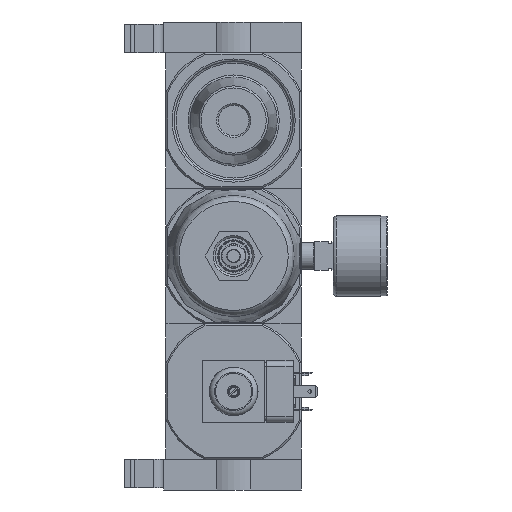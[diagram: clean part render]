
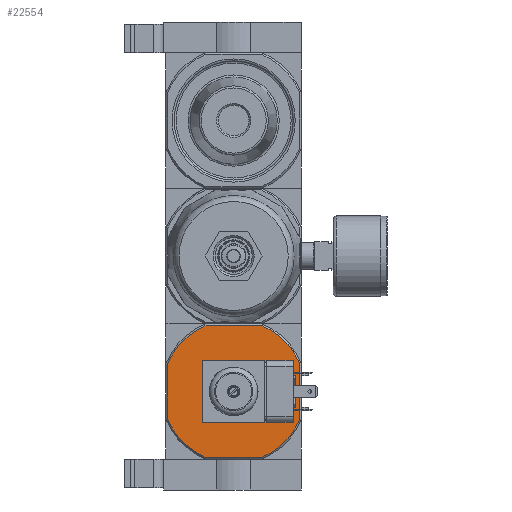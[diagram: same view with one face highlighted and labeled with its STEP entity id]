
A CAD part, front view. The second image highlights one B-rep face of the part: STEP entity #22554.
In plain terms, the highlighted planar face has unit normal (0, -1, 0).
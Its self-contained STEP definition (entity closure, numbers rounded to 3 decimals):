
#1927=CIRCLE('',#32192,6.579);
#1928=CIRCLE('',#32193,34.9);
#1929=CIRCLE('',#32194,34.9);
#1930=CIRCLE('',#32195,34.9);
#1931=CIRCLE('',#32196,34.9);
#6585=ORIENTED_EDGE('',*,*,#10674,.F.);
#6586=ORIENTED_EDGE('',*,*,#10675,.T.);
#6587=ORIENTED_EDGE('',*,*,#10676,.F.);
#6588=ORIENTED_EDGE('',*,*,#10670,.T.);
#6589=ORIENTED_EDGE('',*,*,#10677,.F.);
#6590=ORIENTED_EDGE('',*,*,#10678,.F.);
#6591=ORIENTED_EDGE('',*,*,#10679,.F.);
#6592=ORIENTED_EDGE('',*,*,#10680,.F.);
#6593=ORIENTED_EDGE('',*,*,#10681,.F.);
#10670=EDGE_CURVE('',#13126,#13127,#14844,.T.);
#10674=EDGE_CURVE('',#13130,#13130,#1927,.T.);
#10675=EDGE_CURVE('',#13131,#13132,#14846,.T.);
#10676=EDGE_CURVE('',#13126,#13132,#1928,.T.);
#10677=EDGE_CURVE('',#13133,#13127,#1929,.T.);
#10678=EDGE_CURVE('',#13134,#13133,#14847,.T.);
#10679=EDGE_CURVE('',#13135,#13134,#1930,.T.);
#10680=EDGE_CURVE('',#13136,#13135,#14848,.T.);
#10681=EDGE_CURVE('',#13131,#13136,#1931,.T.);
#13126=VERTEX_POINT('',#45343);
#13127=VERTEX_POINT('',#45344);
#13130=VERTEX_POINT('',#45358);
#13131=VERTEX_POINT('',#45360);
#13132=VERTEX_POINT('',#45361);
#13133=VERTEX_POINT('',#45364);
#13134=VERTEX_POINT('',#45366);
#13135=VERTEX_POINT('',#45368);
#13136=VERTEX_POINT('',#45370);
#14844=LINE('',#45342,#16557);
#14846=LINE('',#45359,#16559);
#14847=LINE('',#45365,#16560);
#14848=LINE('',#45369,#16561);
#16557=VECTOR('',#37724,1000.);
#16559=VECTOR('',#37730,1000.);
#16560=VECTOR('',#37735,1000.);
#16561=VECTOR('',#37738,1000.);
#18426=EDGE_LOOP('',(#6585));
#18427=EDGE_LOOP('',(#6586,#6587,#6588,#6589,#6590,#6591,#6592,#6593));
#20251=FACE_BOUND('',#18426,.T.);
#20252=FACE_BOUND('',#18427,.T.);
#21327=PLANE('',#32191);
#22554=ADVANCED_FACE('',(#20251,#20252),#21327,.F.);
#32191=AXIS2_PLACEMENT_3D('',#45356,#37726,#37727);
#32192=AXIS2_PLACEMENT_3D('',#45357,#37728,#37729);
#32193=AXIS2_PLACEMENT_3D('',#45362,#37731,#37732);
#32194=AXIS2_PLACEMENT_3D('',#45363,#37733,#37734);
#32195=AXIS2_PLACEMENT_3D('',#45367,#37736,#37737);
#32196=AXIS2_PLACEMENT_3D('',#45371,#37739,#37740);
#37724=DIRECTION('',(0.,0.,-1.));
#37726=DIRECTION('',(0.,1.,0.));
#37727=DIRECTION('',(0.,0.,1.));
#37728=DIRECTION('',(0.,-1.,0.));
#37729=DIRECTION('',(0.,0.,-1.));
#37730=DIRECTION('',(-1.,0.,0.));
#37731=DIRECTION('',(0.,1.,0.));
#37732=DIRECTION('',(-1.,0.,0.));
#37733=DIRECTION('',(0.,1.,0.));
#37734=DIRECTION('',(-1.,0.,0.));
#37735=DIRECTION('',(-1.,0.,0.));
#37736=DIRECTION('',(0.,1.,0.));
#37737=DIRECTION('',(-1.,0.,0.));
#37738=DIRECTION('',(0.,0.,-1.));
#37739=DIRECTION('',(0.,1.,0.));
#37740=DIRECTION('',(-1.,0.,0.));
#45342=CARTESIAN_POINT('',(-32.2,-33.,33.));
#45343=CARTESIAN_POINT('',(-32.2,-33.,13.46));
#45344=CARTESIAN_POINT('',(-32.2,-33.,-13.46));
#45356=CARTESIAN_POINT('',(-32.2,-33.,33.));
#45357=CARTESIAN_POINT('',(0.,-33.,0.));
#45358=CARTESIAN_POINT('',(0.,-33.,-6.579));
#45359=CARTESIAN_POINT('',(33.,-33.,32.2));
#45360=CARTESIAN_POINT('',(13.46,-33.,32.2));
#45361=CARTESIAN_POINT('',(-13.46,-33.,32.2));
#45362=CARTESIAN_POINT('',(0.,-33.,0.));
#45363=CARTESIAN_POINT('',(0.,-33.,0.));
#45364=CARTESIAN_POINT('',(-13.46,-33.,-32.2));
#45365=CARTESIAN_POINT('',(33.,-33.,-32.2));
#45366=CARTESIAN_POINT('',(13.46,-33.,-32.2));
#45367=CARTESIAN_POINT('',(0.,-33.,0.));
#45368=CARTESIAN_POINT('',(32.2,-33.,-13.46));
#45369=CARTESIAN_POINT('',(32.2,-33.,33.));
#45370=CARTESIAN_POINT('',(32.2,-33.,13.46));
#45371=CARTESIAN_POINT('',(0.,-33.,0.));
